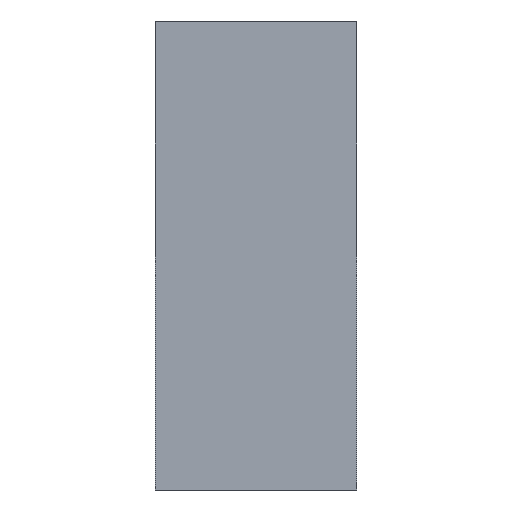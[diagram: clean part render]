
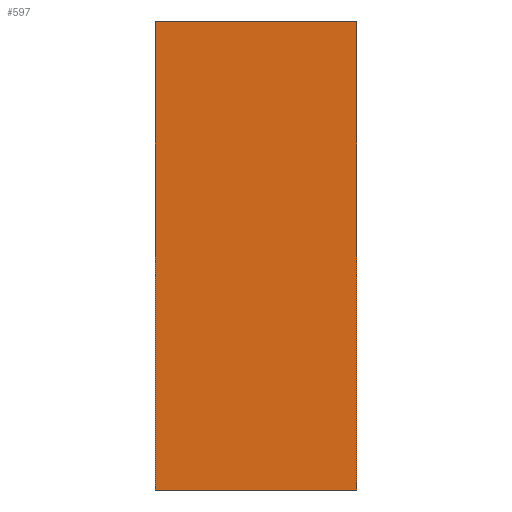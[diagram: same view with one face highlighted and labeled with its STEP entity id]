
A CAD part, left-side view. The second image highlights one B-rep face of the part: STEP entity #597.
In plain terms, the highlighted planar face has unit normal (-1, 0, 0).
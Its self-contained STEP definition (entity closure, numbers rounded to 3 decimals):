
#33 = PLANE('',#34);
#34 = AXIS2_PLACEMENT_3D('',#35,#36,#37);
#35 = CARTESIAN_POINT('',(0.,1.25,-1.45));
#36 = DIRECTION('',(0.,1.,0.));
#37 = DIRECTION('',(1.,0.,0.));
#108 = VERTEX_POINT('',#109);
#109 = CARTESIAN_POINT('',(0.,1.25,-1.45));
#123 = PLANE('',#124);
#124 = AXIS2_PLACEMENT_3D('',#125,#126,#127);
#125 = CARTESIAN_POINT('',(3.456,0.68,-1.45));
#126 = DIRECTION('',(0.,0.,-1.));
#127 = DIRECTION('',(0.,1.,0.));
#135 = EDGE_CURVE('',#108,#136,#138,.T.);
#136 = VERTEX_POINT('',#137);
#137 = CARTESIAN_POINT('',(0.,1.25,1.45));
#138 = SURFACE_CURVE('',#139,(#143,#150),.PCURVE_S1.);
#139 = LINE('',#140,#141);
#140 = CARTESIAN_POINT('',(0.,1.25,-1.45));
#141 = VECTOR('',#142,1.);
#142 = DIRECTION('',(0.,0.,1.));
#143 = PCURVE('',#33,#144);
#144 = DEFINITIONAL_REPRESENTATION('',(#145),#149);
#145 = LINE('',#146,#147);
#146 = CARTESIAN_POINT('',(0.,0.));
#147 = VECTOR('',#148,1.);
#148 = DIRECTION('',(0.,-1.));
#149 = ( GEOMETRIC_REPRESENTATION_CONTEXT(2) 
PARAMETRIC_REPRESENTATION_CONTEXT() REPRESENTATION_CONTEXT('2D SPACE',''
  ) );
#150 = PCURVE('',#151,#156);
#151 = PLANE('',#152);
#152 = AXIS2_PLACEMENT_3D('',#153,#154,#155);
#153 = CARTESIAN_POINT('',(0.,0.,-1.45));
#154 = DIRECTION('',(-1.,0.,0.));
#155 = DIRECTION('',(0.,1.,0.));
#156 = DEFINITIONAL_REPRESENTATION('',(#157),#161);
#157 = LINE('',#158,#159);
#158 = CARTESIAN_POINT('',(1.25,0.));
#159 = VECTOR('',#160,1.);
#160 = DIRECTION('',(0.,-1.));
#161 = ( GEOMETRIC_REPRESENTATION_CONTEXT(2) 
PARAMETRIC_REPRESENTATION_CONTEXT() REPRESENTATION_CONTEXT('2D SPACE',''
  ) );
#179 = PLANE('',#180);
#180 = AXIS2_PLACEMENT_3D('',#181,#182,#183);
#181 = CARTESIAN_POINT('',(3.456,0.68,1.45));
#182 = DIRECTION('',(0.,0.,-1.));
#183 = DIRECTION('',(0.,1.,0.));
#410 = VERTEX_POINT('',#411);
#411 = CARTESIAN_POINT('',(0.,0.,1.45));
#425 = PLANE('',#426);
#426 = AXIS2_PLACEMENT_3D('',#427,#428,#429);
#427 = CARTESIAN_POINT('',(2.5,0.,-1.45));
#428 = DIRECTION('',(0.,-1.,0.));
#429 = DIRECTION('',(-1.,0.,0.));
#437 = EDGE_CURVE('',#410,#136,#438,.T.);
#438 = SURFACE_CURVE('',#439,(#443,#450),.PCURVE_S1.);
#439 = LINE('',#440,#441);
#440 = CARTESIAN_POINT('',(0.,0.,1.45));
#441 = VECTOR('',#442,1.);
#442 = DIRECTION('',(0.,1.,0.));
#443 = PCURVE('',#179,#444);
#444 = DEFINITIONAL_REPRESENTATION('',(#445),#449);
#445 = LINE('',#446,#447);
#446 = CARTESIAN_POINT('',(-0.68,-3.456));
#447 = VECTOR('',#448,1.);
#448 = DIRECTION('',(1.,0.));
#449 = ( GEOMETRIC_REPRESENTATION_CONTEXT(2) 
PARAMETRIC_REPRESENTATION_CONTEXT() REPRESENTATION_CONTEXT('2D SPACE',''
  ) );
#450 = PCURVE('',#151,#451);
#451 = DEFINITIONAL_REPRESENTATION('',(#452),#456);
#452 = LINE('',#453,#454);
#453 = CARTESIAN_POINT('',(0.,-2.9));
#454 = VECTOR('',#455,1.);
#455 = DIRECTION('',(1.,0.));
#456 = ( GEOMETRIC_REPRESENTATION_CONTEXT(2) 
PARAMETRIC_REPRESENTATION_CONTEXT() REPRESENTATION_CONTEXT('2D SPACE',''
  ) );
#597 = ADVANCED_FACE('',(#598),#151,.T.);
#598 = FACE_BOUND('',#599,.T.);
#599 = EDGE_LOOP('',(#600,#623,#624,#625));
#600 = ORIENTED_EDGE('',*,*,#601,.T.);
#601 = EDGE_CURVE('',#602,#410,#604,.T.);
#602 = VERTEX_POINT('',#603);
#603 = CARTESIAN_POINT('',(0.,0.,-1.45));
#604 = SURFACE_CURVE('',#605,(#609,#616),.PCURVE_S1.);
#605 = LINE('',#606,#607);
#606 = CARTESIAN_POINT('',(0.,0.,-1.45));
#607 = VECTOR('',#608,1.);
#608 = DIRECTION('',(0.,0.,1.));
#609 = PCURVE('',#151,#610);
#610 = DEFINITIONAL_REPRESENTATION('',(#611),#615);
#611 = LINE('',#612,#613);
#612 = CARTESIAN_POINT('',(0.,-0.));
#613 = VECTOR('',#614,1.);
#614 = DIRECTION('',(0.,-1.));
#615 = ( GEOMETRIC_REPRESENTATION_CONTEXT(2) 
PARAMETRIC_REPRESENTATION_CONTEXT() REPRESENTATION_CONTEXT('2D SPACE',''
  ) );
#616 = PCURVE('',#425,#617);
#617 = DEFINITIONAL_REPRESENTATION('',(#618),#622);
#618 = LINE('',#619,#620);
#619 = CARTESIAN_POINT('',(2.5,0.));
#620 = VECTOR('',#621,1.);
#621 = DIRECTION('',(0.,-1.));
#622 = ( GEOMETRIC_REPRESENTATION_CONTEXT(2) 
PARAMETRIC_REPRESENTATION_CONTEXT() REPRESENTATION_CONTEXT('2D SPACE',''
  ) );
#623 = ORIENTED_EDGE('',*,*,#437,.T.);
#624 = ORIENTED_EDGE('',*,*,#135,.F.);
#625 = ORIENTED_EDGE('',*,*,#626,.F.);
#626 = EDGE_CURVE('',#602,#108,#627,.T.);
#627 = SURFACE_CURVE('',#628,(#632,#639),.PCURVE_S1.);
#628 = LINE('',#629,#630);
#629 = CARTESIAN_POINT('',(0.,0.,-1.45));
#630 = VECTOR('',#631,1.);
#631 = DIRECTION('',(0.,1.,0.));
#632 = PCURVE('',#151,#633);
#633 = DEFINITIONAL_REPRESENTATION('',(#634),#638);
#634 = LINE('',#635,#636);
#635 = CARTESIAN_POINT('',(0.,0.));
#636 = VECTOR('',#637,1.);
#637 = DIRECTION('',(1.,0.));
#638 = ( GEOMETRIC_REPRESENTATION_CONTEXT(2) 
PARAMETRIC_REPRESENTATION_CONTEXT() REPRESENTATION_CONTEXT('2D SPACE',''
  ) );
#639 = PCURVE('',#123,#640);
#640 = DEFINITIONAL_REPRESENTATION('',(#641),#645);
#641 = LINE('',#642,#643);
#642 = CARTESIAN_POINT('',(-0.68,-3.456));
#643 = VECTOR('',#644,1.);
#644 = DIRECTION('',(1.,0.));
#645 = ( GEOMETRIC_REPRESENTATION_CONTEXT(2) 
PARAMETRIC_REPRESENTATION_CONTEXT() REPRESENTATION_CONTEXT('2D SPACE',''
  ) );
